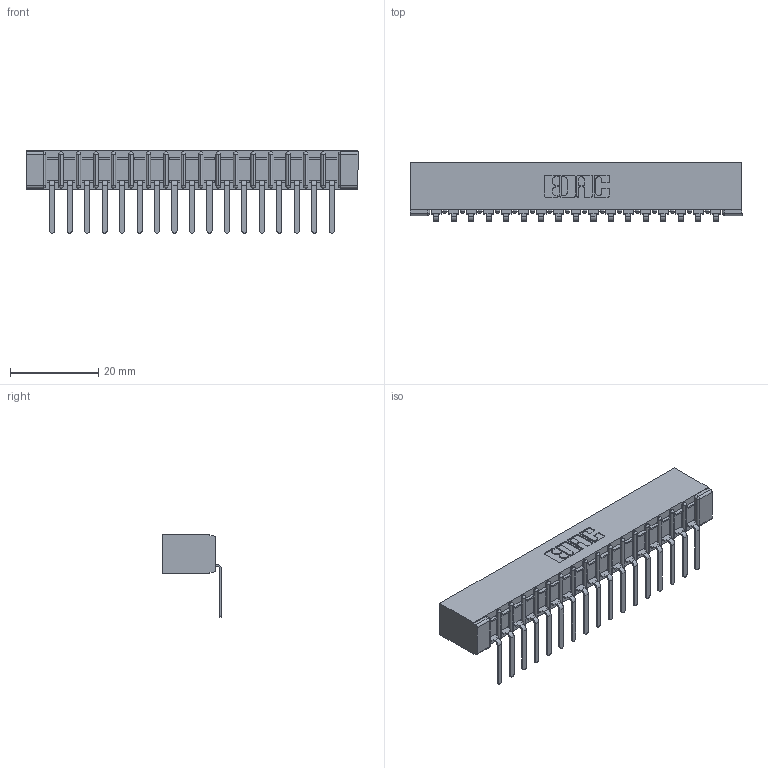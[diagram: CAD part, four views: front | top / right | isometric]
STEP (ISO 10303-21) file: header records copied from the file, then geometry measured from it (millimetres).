
FILE_DESCRIPTION (( 'STEP AP203' ), '1' );
FILE_NAME ('357-017-557-101.STEP', '2018-08-08T04:10:10', ( '' ), ( '' ), 'SwSTEP 2.0', 'SolidWorks 2016', '' );
FILE_SCHEMA (( 'CONFIG_CONTROL_DESIGN' ));
Length unit declared in the file: inch
Products named in the file (3): 307-290-002_557; 357-017-557-101; 307 Part_No Mounting Lugs
Assembly tree (18 placements, depth 2):
  357-017-557-101
    307 Part_No Mounting Lugs
    307-290-002_557  x17
Bounding box: 75.23 x 13.32 x 18.67 mm (x, y, z)
Volume: 5252.4 mm3; surface area: 10062.8 mm2
Topology: 18 solids, 18 shells, 1454 faces, 4447 edges, 2914 vertices
Faces by surface type: plane 865, cylinder 553, sphere 36
Entity records: 18232 total; most frequent: CARTESIAN_POINT 3072, ORIENTED_EDGE 3062, DIRECTION 2995, EDGE_CURVE 1531, LINE 1161, VECTOR 1161, VERTEX_POINT 994, AXIS2_PLACEMENT_3D 917
